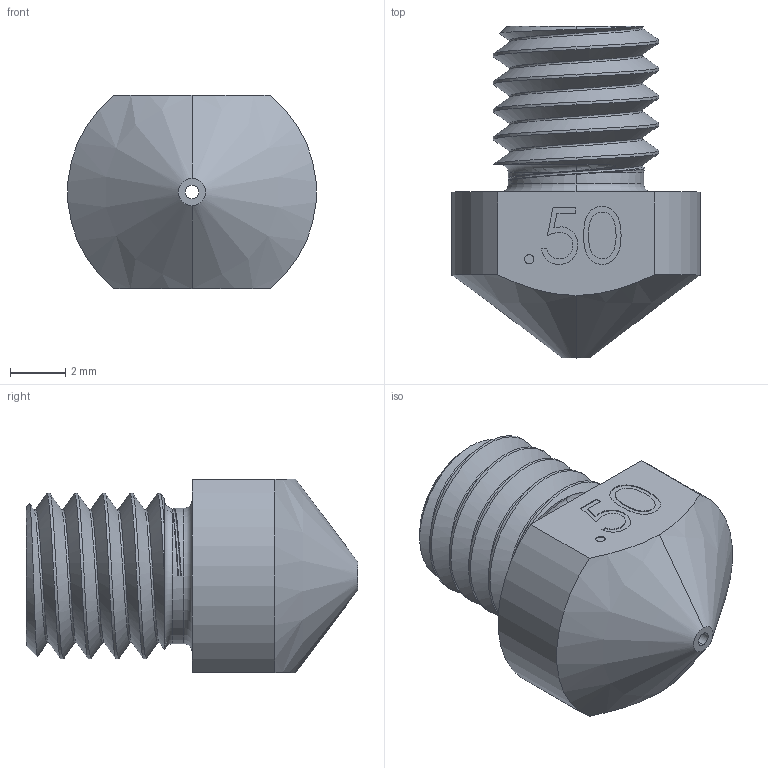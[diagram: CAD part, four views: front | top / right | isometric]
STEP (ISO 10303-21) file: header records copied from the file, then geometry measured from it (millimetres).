
FILE_DESCRIPTION (( 'STEP AP214' ), '1' );
FILE_NAME ('PP-MP0084.STEP', '2015-04-21T18:24:52', ( '' ), ( '' ), 'SwSTEP 2.0', 'SolidWorks 2011', '' );
FILE_SCHEMA (( 'AUTOMOTIVE_DESIGN' ));
Length unit declared in the file: millimetre
Products named in the file (1): PP-MP0084
Bounding box: 8.97 x 12 x 7 mm (x, y, z)
Volume: 294.9 mm3; surface area: 463.8 mm2
Topology: 1 solids, 1 shells, 71 faces, 185 edges, 121 vertices
Faces by surface type: bspline 24, cylinder 18, plane 17, cone 7, torus 5
Entity records: 4842 total; most frequent: CARTESIAN_POINT 3298, ORIENTED_EDGE 370, DIRECTION 228, EDGE_CURVE 185, VERTEX_POINT 121, AXIS2_PLACEMENT_3D 80, EDGE_LOOP 78, FACE_OUTER_BOUND 71
